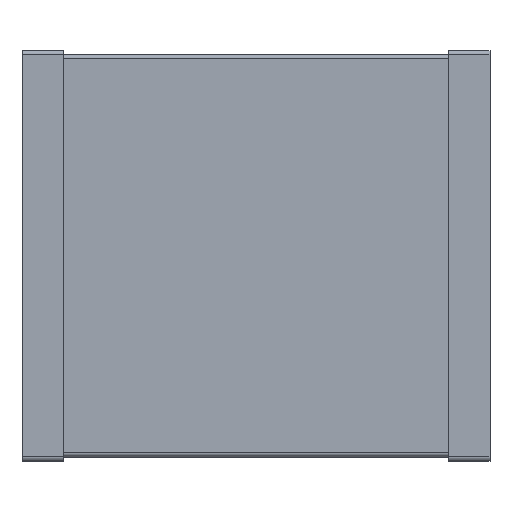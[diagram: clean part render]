
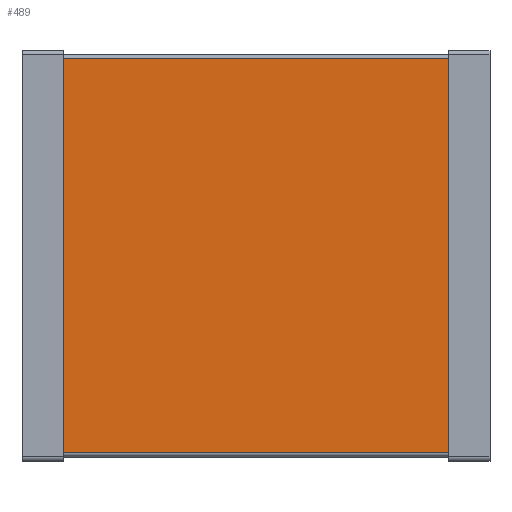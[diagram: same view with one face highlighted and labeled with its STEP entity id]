
A CAD part, top view. The second image highlights one B-rep face of the part: STEP entity #489.
In plain terms, the highlighted planar face has unit normal (0, 0, 1).
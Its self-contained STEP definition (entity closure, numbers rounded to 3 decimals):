
#111 = VERTEX_POINT('',#112);
#112 = CARTESIAN_POINT('',(2.35,-2.4,2.85));
#119 = EDGE_CURVE('',#111,#120,#122,.T.);
#120 = VERTEX_POINT('',#121);
#121 = CARTESIAN_POINT('',(2.35,2.4,2.85));
#122 = LINE('',#123,#124);
#123 = CARTESIAN_POINT('',(2.35,-2.45,2.85));
#124 = VECTOR('',#125,1.);
#125 = DIRECTION('',(0.,1.,0.));
#469 = VERTEX_POINT('',#470);
#470 = CARTESIAN_POINT('',(-2.35,2.4,2.85));
#477 = EDGE_CURVE('',#469,#120,#478,.T.);
#478 = LINE('',#479,#480);
#479 = CARTESIAN_POINT('',(-2.35,2.4,2.85));
#480 = VECTOR('',#481,1.);
#481 = DIRECTION('',(1.,0.,0.));
#489 = ADVANCED_FACE('',(#490),#508,.T.);
#490 = FACE_BOUND('',#491,.T.);
#491 = EDGE_LOOP('',(#492,#500,#506,#507));
#492 = ORIENTED_EDGE('',*,*,#493,.F.);
#493 = EDGE_CURVE('',#494,#469,#496,.T.);
#494 = VERTEX_POINT('',#495);
#495 = CARTESIAN_POINT('',(-2.35,-2.4,2.85));
#496 = LINE('',#497,#498);
#497 = CARTESIAN_POINT('',(-2.35,-2.45,2.85));
#498 = VECTOR('',#499,1.);
#499 = DIRECTION('',(0.,1.,0.));
#500 = ORIENTED_EDGE('',*,*,#501,.T.);
#501 = EDGE_CURVE('',#494,#111,#502,.T.);
#502 = LINE('',#503,#504);
#503 = CARTESIAN_POINT('',(-2.35,-2.4,2.85));
#504 = VECTOR('',#505,1.);
#505 = DIRECTION('',(1.,0.,0.));
#506 = ORIENTED_EDGE('',*,*,#119,.T.);
#507 = ORIENTED_EDGE('',*,*,#477,.F.);
#508 = PLANE('',#509);
#509 = AXIS2_PLACEMENT_3D('',#510,#511,#512);
#510 = CARTESIAN_POINT('',(-2.35,-2.45,2.85));
#511 = DIRECTION('',(0.,0.,1.));
#512 = DIRECTION('',(1.,0.,0.));
